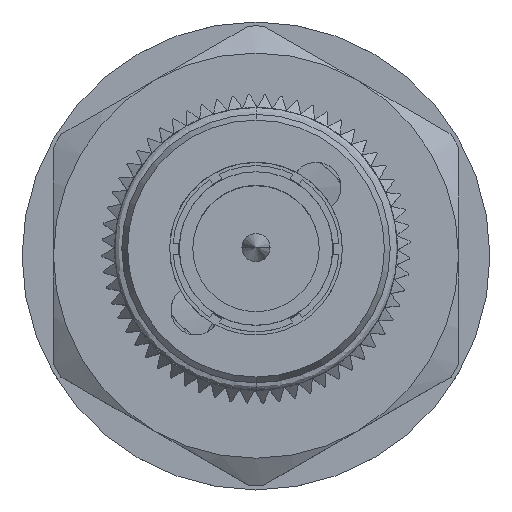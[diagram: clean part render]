
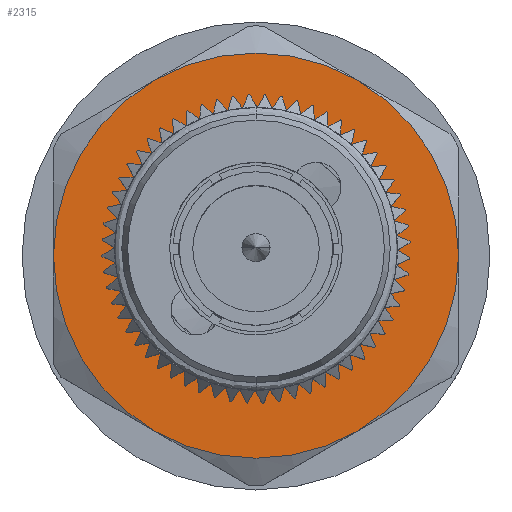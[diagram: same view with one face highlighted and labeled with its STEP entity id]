
A CAD part, top view. The second image highlights one B-rep face of the part: STEP entity #2315.
In plain terms, the highlighted face is planar.
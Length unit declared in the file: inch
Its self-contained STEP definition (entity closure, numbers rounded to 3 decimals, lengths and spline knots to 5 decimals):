
#99 = DIRECTION ( 'NONE',  ( 0., 0., 1. ) ) ;
#729 = DIRECTION ( 'NONE',  ( -1., 0., 0. ) ) ;
#1128 = EDGE_CURVE ( 'NONE', #11345, #1836, #33335, .T. ) ;
#1673 = CARTESIAN_POINT ( 'NONE',  ( 1.46457, 0.32476, -0.1875 ) ) ;
#1836 = VERTEX_POINT ( 'NONE', #1673 ) ;
#2160 = CARTESIAN_POINT ( 'NONE',  ( 1.46457, 0., 0. ) ) ;
#2315 = ADVANCED_FACE ( 'NONE', ( #15695, #13494 ), #26907, .T. ) ;
#2959 = ORIENTED_EDGE ( 'NONE', *, *, #19809, .F. ) ;
#4015 = DIRECTION ( 'NONE',  ( -1., 0., 0. ) ) ;
#4372 = DIRECTION ( 'NONE',  ( 0., 0., 1. ) ) ;
#4557 = CARTESIAN_POINT ( 'NONE',  ( 1.46457, 0., 0. ) ) ;
#4764 = DIRECTION ( 'NONE',  ( 1., 0., 0. ) ) ;
#5100 = DIRECTION ( 'NONE',  ( -1., 0., 0. ) ) ;
#5602 = EDGE_CURVE ( 'NONE', #13439, #11345, #19830, .T. ) ;
#5833 = DIRECTION ( 'NONE',  ( -1., 0., 0. ) ) ;
#6316 = CARTESIAN_POINT ( 'NONE',  ( 1.46457, 0., 0. ) ) ;
#6750 = ORIENTED_EDGE ( 'NONE', *, *, #26091, .F. ) ;
#7895 = CIRCLE ( 'NONE', #32460, 0.22244 ) ;
#8078 = EDGE_LOOP ( 'NONE', ( #30051, #10519 ) ) ;
#8740 = CARTESIAN_POINT ( 'NONE',  ( 1.46457, 0., 0. ) ) ;
#8844 = CARTESIAN_POINT ( 'NONE',  ( 1.46457, 0., -0.375 ) ) ;
#8852 = EDGE_CURVE ( 'NONE', #1836, #29830, #16446, .T. ) ;
#9994 = DIRECTION ( 'NONE',  ( 0., 0., -1. ) ) ;
#10519 = ORIENTED_EDGE ( 'NONE', *, *, #31795, .T. ) ;
#10766 = CARTESIAN_POINT ( 'NONE',  ( 1.46457, -0.32476, -0.1875 ) ) ;
#11269 = CIRCLE ( 'NONE', #23573, 0.22244 ) ;
#11345 = VERTEX_POINT ( 'NONE', #21603 ) ;
#12227 = ORIENTED_EDGE ( 'NONE', *, *, #5602, .F. ) ;
#12236 = CARTESIAN_POINT ( 'NONE',  ( 1.46457, 0., 0. ) ) ;
#12897 = CARTESIAN_POINT ( 'NONE',  ( 1.46457, 0., 0.22244 ) ) ;
#13095 = VERTEX_POINT ( 'NONE', #16261 ) ;
#13439 = VERTEX_POINT ( 'NONE', #24493 ) ;
#13494 = FACE_OUTER_BOUND ( 'NONE', #22596, .T. ) ;
#15695 = FACE_BOUND ( 'NONE', #8078, .T. ) ;
#15860 = AXIS2_PLACEMENT_3D ( 'NONE', #4557, #5100, #32564 ) ;
#16261 = CARTESIAN_POINT ( 'NONE',  ( 1.46457, 0., -0.22244 ) ) ;
#16446 = CIRCLE ( 'NONE', #15860, 0.375 ) ;
#16964 = DIRECTION ( 'NONE',  ( 0., 0., -1. ) ) ;
#17019 = EDGE_CURVE ( 'NONE', #13095, #22381, #7895, .T. ) ;
#17829 = DIRECTION ( 'NONE',  ( 0., 0., 1. ) ) ;
#18691 = AXIS2_PLACEMENT_3D ( 'NONE', #6316, #34705, #17829 ) ;
#19502 = CARTESIAN_POINT ( 'NONE',  ( 1.46457, 0., 0. ) ) ;
#19809 = EDGE_CURVE ( 'NONE', #29830, #21147, #25309, .T. ) ;
#19830 = CIRCLE ( 'NONE', #29183, 0.375 ) ;
#20670 = DIRECTION ( 'NONE',  ( 0., 0., 1. ) ) ;
#21030 = AXIS2_PLACEMENT_3D ( 'NONE', #34422, #4015, #20670 ) ;
#21034 = CARTESIAN_POINT ( 'NONE',  ( 1.46457, -0.32476, 0.1875 ) ) ;
#21147 = VERTEX_POINT ( 'NONE', #10766 ) ;
#21603 = CARTESIAN_POINT ( 'NONE',  ( 1.46457, 0.32476, 0.1875 ) ) ;
#22381 = VERTEX_POINT ( 'NONE', #12897 ) ;
#22596 = EDGE_LOOP ( 'NONE', ( #34766, #6750, #2959, #34531, #33515, #12227 ) ) ;
#23078 = AXIS2_PLACEMENT_3D ( 'NONE', #12236, #729, #23081 ) ;
#23081 = DIRECTION ( 'NONE',  ( 0., 0., 1. ) ) ;
#23573 = AXIS2_PLACEMENT_3D ( 'NONE', #8740, #5833, #16964 ) ;
#24104 = CARTESIAN_POINT ( 'NONE',  ( 1.46457, 0., 0. ) ) ;
#24493 = CARTESIAN_POINT ( 'NONE',  ( 1.46457, 0., 0.375 ) ) ;
#24904 = CARTESIAN_POINT ( 'NONE',  ( 1.46457, 0., 0. ) ) ;
#25309 = CIRCLE ( 'NONE', #35791, 0.375 ) ;
#26091 = EDGE_CURVE ( 'NONE', #21147, #26653, #34408, .T. ) ;
#26653 = VERTEX_POINT ( 'NONE', #21034 ) ;
#26907 = PLANE ( 'NONE',  #30240 ) ;
#27939 = DIRECTION ( 'NONE',  ( -1., 0., 0. ) ) ;
#29183 = AXIS2_PLACEMENT_3D ( 'NONE', #2160, #29261, #4372 ) ;
#29261 = DIRECTION ( 'NONE',  ( -1., 0., 0. ) ) ;
#29309 = EDGE_CURVE ( 'NONE', #26653, #13439, #34100, .T. ) ;
#29830 = VERTEX_POINT ( 'NONE', #8844 ) ;
#30051 = ORIENTED_EDGE ( 'NONE', *, *, #17019, .T. ) ;
#30240 = AXIS2_PLACEMENT_3D ( 'NONE', #24904, #4764, #30373 ) ;
#30373 = DIRECTION ( 'NONE',  ( 0., 0., -1. ) ) ;
#31795 = EDGE_CURVE ( 'NONE', #22381, #13095, #11269, .T. ) ;
#32460 = AXIS2_PLACEMENT_3D ( 'NONE', #24104, #35254, #9994 ) ;
#32564 = DIRECTION ( 'NONE',  ( 0., 0., 1. ) ) ;
#33335 = CIRCLE ( 'NONE', #21030, 0.375 ) ;
#33515 = ORIENTED_EDGE ( 'NONE', *, *, #1128, .F. ) ;
#34100 = CIRCLE ( 'NONE', #23078, 0.375 ) ;
#34408 = CIRCLE ( 'NONE', #18691, 0.375 ) ;
#34422 = CARTESIAN_POINT ( 'NONE',  ( 1.46457, 0., 0. ) ) ;
#34531 = ORIENTED_EDGE ( 'NONE', *, *, #8852, .F. ) ;
#34705 = DIRECTION ( 'NONE',  ( -1., 0., 0. ) ) ;
#34766 = ORIENTED_EDGE ( 'NONE', *, *, #29309, .F. ) ;
#35254 = DIRECTION ( 'NONE',  ( -1., 0., 0. ) ) ;
#35791 = AXIS2_PLACEMENT_3D ( 'NONE', #19502, #27939, #99 ) ;
